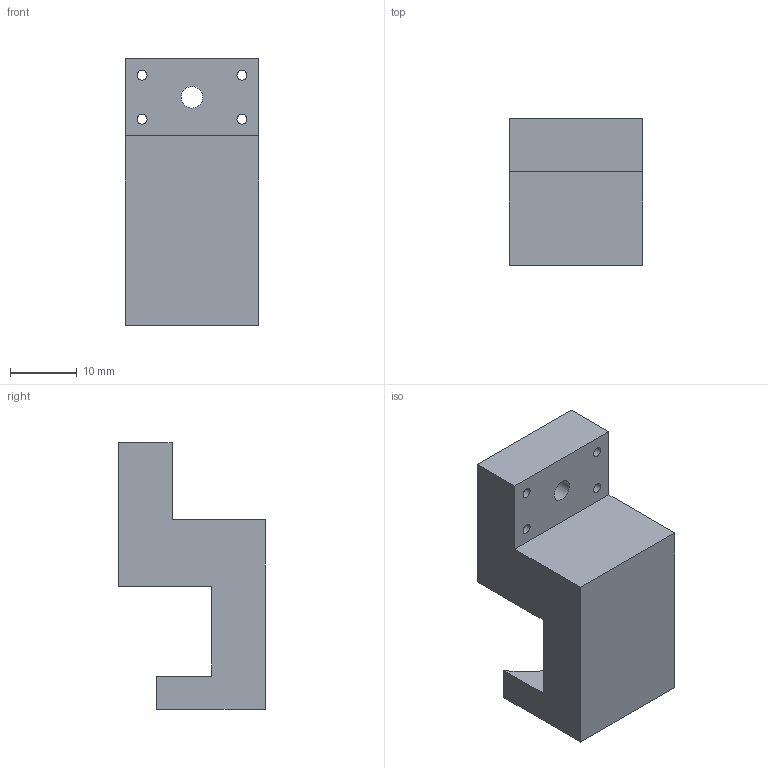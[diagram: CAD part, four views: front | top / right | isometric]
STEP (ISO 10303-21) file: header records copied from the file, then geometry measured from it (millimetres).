
FILE_DESCRIPTION(('CATIA V5 STEP Exchange'),'2;1');
FILE_NAME('Doigt_prehensuer_fanuc_unite.stp','2019-03-15T14:23:33+00:00',('none'),('none'),'CATIA Version 5 Release 21 GA (IN-10)','CATIA V5 STEP AP203','none');
FILE_SCHEMA(('CONFIG_CONTROL_DESIGN'));
Length unit declared in the file: millimetre
Products named in the file (1): Doigts_prehensuers_fanuc
Bounding box: 20 x 22 x 40.05 mm (x, y, z)
Volume: 9504.3 mm3; surface area: 3876.4 mm2
Topology: 1 solids, 1 shells, 22 faces, 60 edges, 40 vertices
Faces by surface type: cylinder 11, plane 11
Entity records: 721 total; most frequent: ORIENTED_EDGE 120, CARTESIAN_POINT 118, DIRECTION 94, EDGE_CURVE 60, AXIS2_PLACEMENT_3D 40, VERTEX_POINT 40, VECTOR 38, LINE 38
